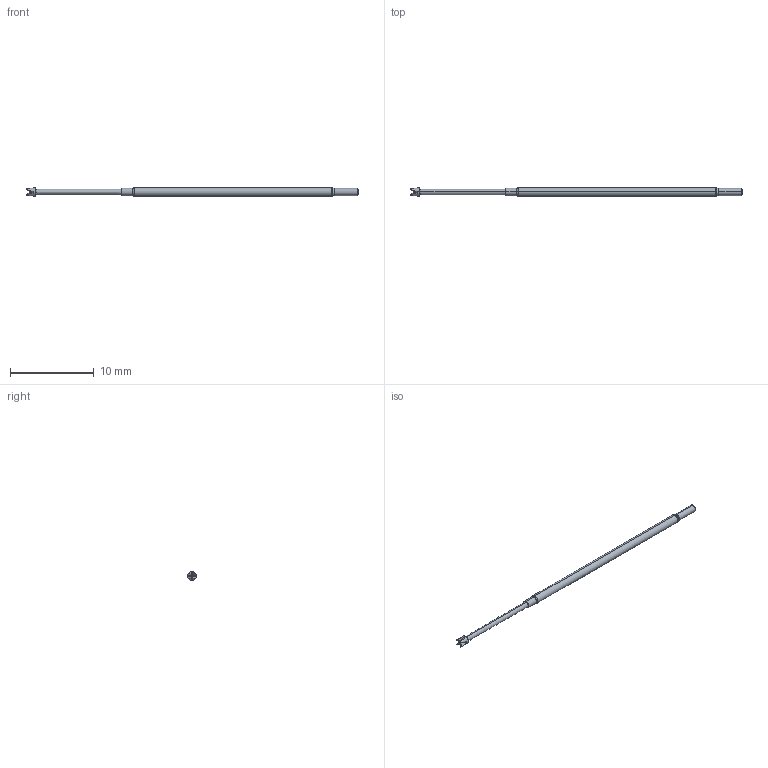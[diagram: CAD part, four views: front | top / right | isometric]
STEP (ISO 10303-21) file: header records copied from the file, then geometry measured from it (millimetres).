
FILE_DESCRIPTION (( 'STEP AP214' ), '1' );
FILE_NAME ('X50-PRP4094_-S.STEP', '2019-12-17T23:00:39', ( '' ), ( '' ), 'SwSTEP 2.0', 'SolidWorks 2018', '' );
FILE_SCHEMA (( 'AUTOMOTIVE_DESIGN' ));
Length unit declared in the file: inch
Products named in the file (1): X50-PRP4094_-S
Bounding box: 39.62 x 1.02 x 1.02 mm (x, y, z)
Volume: 26.2 mm3; surface area: 114.9 mm2
Topology: 1 solids, 1 shells, 70 faces, 168 edges, 101 vertices
Faces by surface type: bspline 32, cone 16, cylinder 8, torus 8, plane 6
Entity records: 7578 total; most frequent: CARTESIAN_POINT 5274, ORIENTED_EDGE 336, DIRECTION 190, EDGE_CURVE 168, B_SPLINE_CURVE_WITH_KNOTS 102, VERTEX_POINT 101, AXIS2_PLACEMENT_3D 85, UNCERTAINTY_MEASURE_WITH_UNIT 73
